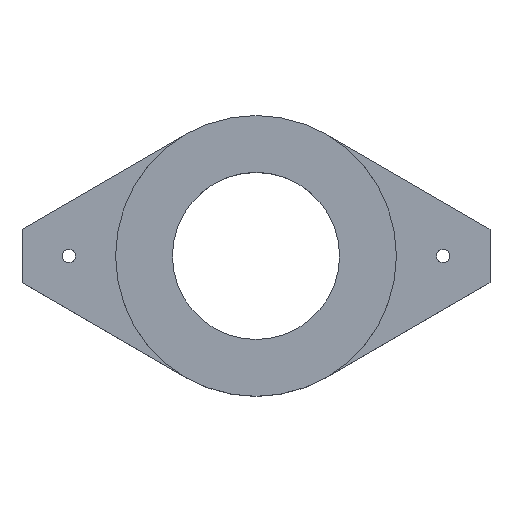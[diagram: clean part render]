
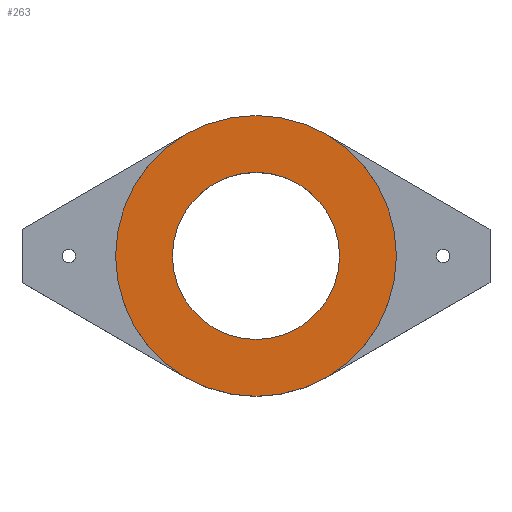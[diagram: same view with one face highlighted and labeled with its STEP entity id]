
A CAD part, top view. The second image highlights one B-rep face of the part: STEP entity #263.
In plain terms, the highlighted planar face has unit normal (0, 0, 1).
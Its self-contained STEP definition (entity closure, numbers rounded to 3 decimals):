
#15=FACE_BOUND('',#48,.T.);
#21=PLANE('',#305);
#33=FACE_OUTER_BOUND('',#47,.T.);
#47=EDGE_LOOP('',(#201));
#48=EDGE_LOOP('',(#202));
#113=CIRCLE('',#296,21.);
#120=CIRCLE('',#304,12.5);
#125=VERTEX_POINT('',#401);
#136=VERTEX_POINT('',#425);
#149=EDGE_CURVE('',#125,#125,#113,.T.);
#162=EDGE_CURVE('',#136,#136,#120,.T.);
#201=ORIENTED_EDGE('',*,*,#149,.T.);
#202=ORIENTED_EDGE('',*,*,#162,.T.);
#263=ADVANCED_FACE('',(#33,#15),#21,.T.);
#296=AXIS2_PLACEMENT_3D('',#402,#325,#326);
#304=AXIS2_PLACEMENT_3D('',#427,#347,#348);
#305=AXIS2_PLACEMENT_3D('',#428,#349,#350);
#325=DIRECTION('center_axis',(0.,0.,1.));
#326=DIRECTION('ref_axis',(1.,0.,0.));
#347=DIRECTION('center_axis',(0.,0.,-1.));
#348=DIRECTION('ref_axis',(1.,0.,0.));
#349=DIRECTION('center_axis',(0.,0.,1.));
#350=DIRECTION('ref_axis',(1.,0.,0.));
#401=CARTESIAN_POINT('',(-21.,0.,11.));
#402=CARTESIAN_POINT('Origin',(0.,0.,11.));
#425=CARTESIAN_POINT('',(-12.5,0.,11.));
#427=CARTESIAN_POINT('Origin',(0.,0.,11.));
#428=CARTESIAN_POINT('Origin',(0.,0.,11.));
